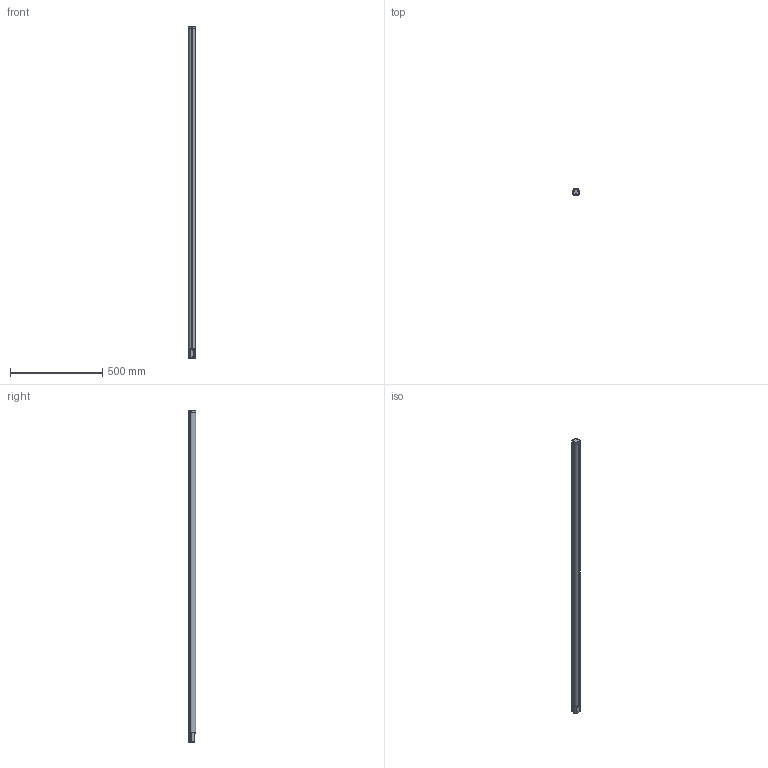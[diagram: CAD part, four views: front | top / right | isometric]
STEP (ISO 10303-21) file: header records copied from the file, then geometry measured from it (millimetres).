
FILE_DESCRIPTION((''),'2;1');
FILE_NAME('240999_SM01_ASM','2024-05-29T09:05:09',('banengservice'),('BANNER ENGINEERING'),'CREO PARAMETRIC BY PTC INC, 2022414','CREO PARAMETRIC BY PTC INC, 2022414','');
FILE_SCHEMA(('CONFIG_CONTROL_DESIGN'));
Length unit declared in the file: millimetre
Products named in the file (2): 240999_EP01; 240999_SM01_ASM
Assembly tree (1 placements, depth 2):
  240999_SM01_ASM
    240999_EP01
Bounding box: 38 x 39.59 x 1801.78 mm (x, y, z)
Volume: 2005523.8 mm3; surface area: 476041 mm2
Topology: 1 solids, 1 shells, 1815 faces, 6314 edges, 4133 vertices
Faces by surface type: cylinder 807, plane 706, bspline 138, cone 124, torus 38, extrusion 2
Entity records: 206792 total; most frequent: CARTESIAN_POINT 156269, ORIENTED_EDGE 12628, DIRECTION 8191, EDGE_CURVE 6314, VERTEX_POINT 4133, VECTOR 2947, LINE 2945, AXIS2_PLACEMENT_3D 2622
